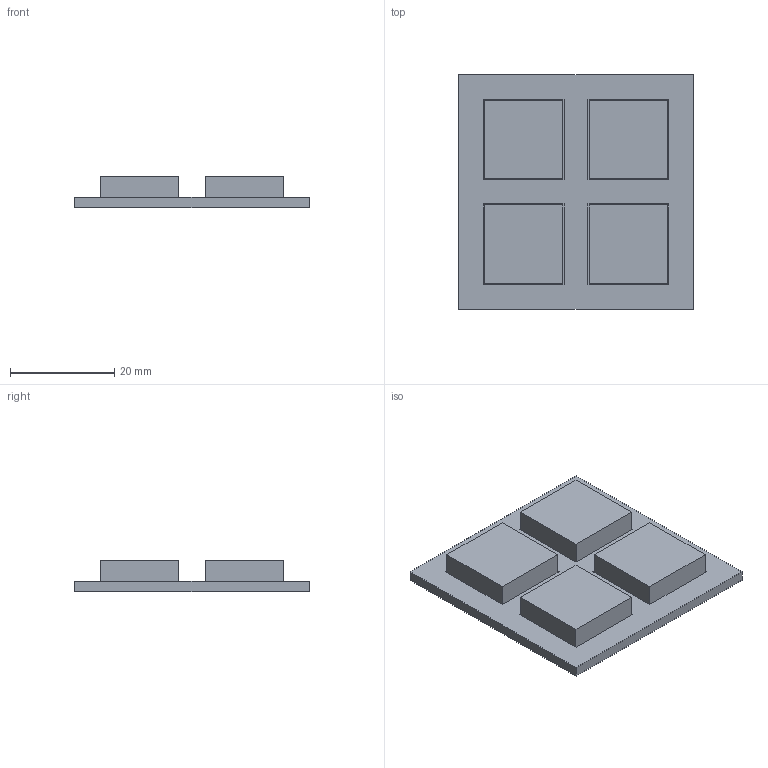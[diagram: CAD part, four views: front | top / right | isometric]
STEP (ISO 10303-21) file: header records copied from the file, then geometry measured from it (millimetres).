
FILE_DESCRIPTION(/* description */ ('','CAx-IF Rec.Pracs.---Representation and Presentation of Product Manufacturing Information (PMI)---4.0---2014-10-13'),/* implementation_level */ '2;1');
FILE_NAME(/* name */ 'Multipart_test v1.step',/* time_stamp */ '2025-04-01T16:38:22+01:00',/* author */ (''),/* organization */ (''),/* preprocessor_version */ 'ST-DEVELOPER v20',/* originating_system */ 'Autodesk Translation Framework v13.20.0.188',/* authorisation */ '');
FILE_SCHEMA (('AP242_MANAGED_MODEL_BASED_3D_ENGINEERING_MIM_LF { 1 0 10303 442 1 1 4 }'));
Length unit declared in the file: millimetre
Products named in the file (6): Multipart_test; internal_block_1; internal_base; internal_block_1 (1); internal_block_1 (2); internal_block_1 (3)
Assembly tree (5 placements, depth 2):
  Multipart_test
    internal_block_1
    internal_base
    internal_block_1 (1)
    internal_block_1 (2)
    internal_block_1 (3)
Bounding box: 45 x 45 x 6 mm (x, y, z)
Volume: 7601.4 mm3; surface area: 7656.4 mm2
Topology: 5 solids, 5 shells, 50 faces, 108 edges, 72 vertices
Faces by surface type: plane 50
Entity records: 1513 total; most frequent: CARTESIAN_POINT 241, DIRECTION 230, ORIENTED_EDGE 216, LINE 108, VECTOR 108, EDGE_CURVE 108, VERTEX_POINT 72, AXIS2_PLACEMENT_3D 61
